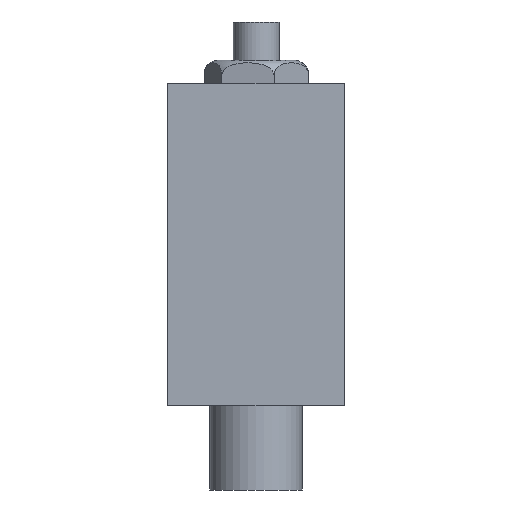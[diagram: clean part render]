
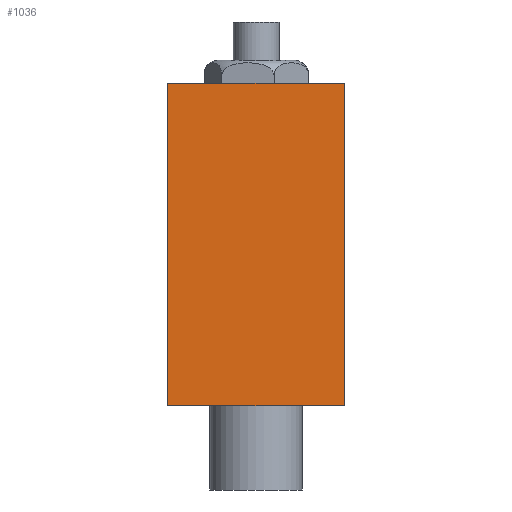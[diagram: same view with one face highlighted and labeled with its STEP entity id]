
A CAD part, front view. The second image highlights one B-rep face of the part: STEP entity #1036.
In plain terms, the highlighted planar face has unit normal (0, -1, 0).
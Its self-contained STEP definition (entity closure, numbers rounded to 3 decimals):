
#9 = CARTESIAN_POINT ( 'NONE',  ( -57.5, -195., 155. ) ) ;
#50 = EDGE_CURVE ( 'NONE', #2568, #1267, #1531, .T. ) ;
#156 = DIRECTION ( 'NONE',  ( 1., 0., 0. ) ) ;
#353 = ORIENTED_EDGE ( 'NONE', *, *, #952, .T. ) ;
#462 = LINE ( 'NONE', #1311, #2390 ) ;
#521 = CARTESIAN_POINT ( 'NONE',  ( 57.5, -195., 155. ) ) ;
#590 = VERTEX_POINT ( 'NONE', #1237 ) ;
#621 = ORIENTED_EDGE ( 'NONE', *, *, #50, .F. ) ;
#742 = VECTOR ( 'NONE', #2596, 1000. ) ;
#829 = LINE ( 'NONE', #1656, #2283 ) ;
#910 = PLANE ( 'NONE',  #2999 ) ;
#952 = EDGE_CURVE ( 'NONE', #590, #1516, #2522, .T. ) ;
#1036 = ADVANCED_FACE ( 'NONE', ( #1773 ), #910, .F. ) ;
#1056 = EDGE_CURVE ( 'NONE', #1267, #1516, #462, .T. ) ;
#1237 = CARTESIAN_POINT ( 'NONE',  ( -57.5, -195., -55. ) ) ;
#1267 = VERTEX_POINT ( 'NONE', #521 ) ;
#1311 = CARTESIAN_POINT ( 'NONE',  ( 57.5, -195., 160. ) ) ;
#1391 = EDGE_CURVE ( 'NONE', #2568, #590, #829, .T. ) ;
#1516 = VERTEX_POINT ( 'NONE', #2296 ) ;
#1531 = LINE ( 'NONE', #3398, #742 ) ;
#1656 = CARTESIAN_POINT ( 'NONE',  ( -57.5, -195., 160. ) ) ;
#1698 = VECTOR ( 'NONE', #156, 1000. ) ;
#1773 = FACE_OUTER_BOUND ( 'NONE', #2371, .T. ) ;
#1996 = CARTESIAN_POINT ( 'NONE',  ( 57.5, -195., 160. ) ) ;
#2111 = DIRECTION ( 'NONE',  ( 0., 0., -1. ) ) ;
#2279 = DIRECTION ( 'NONE',  ( 0., 1., 0. ) ) ;
#2283 = VECTOR ( 'NONE', #2445, 1000. ) ;
#2296 = CARTESIAN_POINT ( 'NONE',  ( 57.5, -195., -55. ) ) ;
#2371 = EDGE_LOOP ( 'NONE', ( #3472, #621, #3474, #353 ) ) ;
#2390 = VECTOR ( 'NONE', #2111, 1000. ) ;
#2445 = DIRECTION ( 'NONE',  ( 0., 0., -1. ) ) ;
#2522 = LINE ( 'NONE', #2790, #1698 ) ;
#2568 = VERTEX_POINT ( 'NONE', #9 ) ;
#2596 = DIRECTION ( 'NONE',  ( 1., 0., 0. ) ) ;
#2790 = CARTESIAN_POINT ( 'NONE',  ( -262.5, -195., -55. ) ) ;
#2999 = AXIS2_PLACEMENT_3D ( 'NONE', #1996, #2279, #3357 ) ;
#3357 = DIRECTION ( 'NONE',  ( -1., 0., 0. ) ) ;
#3398 = CARTESIAN_POINT ( 'NONE',  ( -262.5, -195., 155. ) ) ;
#3472 = ORIENTED_EDGE ( 'NONE', *, *, #1056, .F. ) ;
#3474 = ORIENTED_EDGE ( 'NONE', *, *, #1391, .T. ) ;
